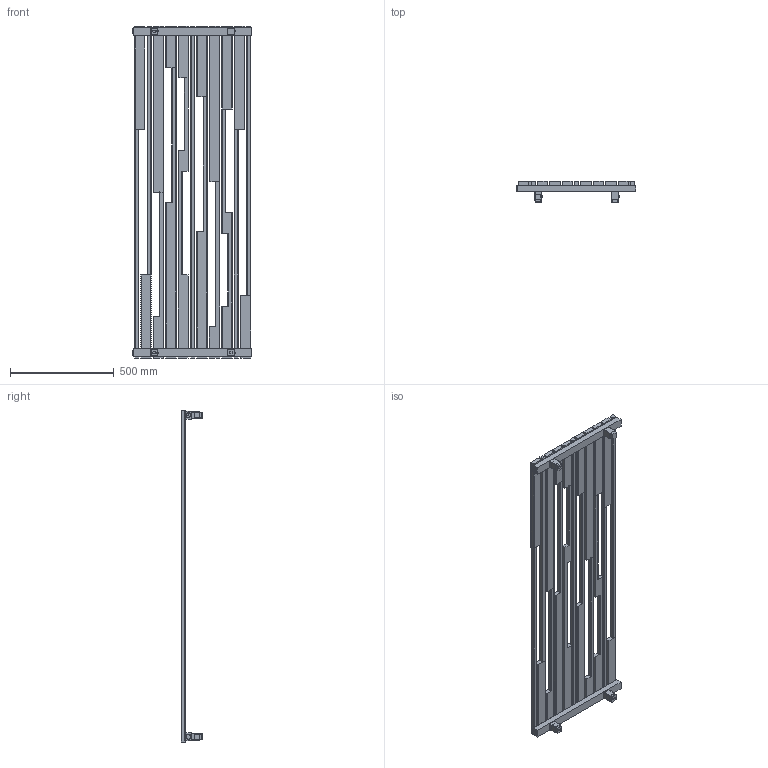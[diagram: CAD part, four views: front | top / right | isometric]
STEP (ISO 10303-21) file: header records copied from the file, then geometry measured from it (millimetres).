
FILE_DESCRIPTION((''),'2;1');
FILE_NAME('1600_570_OR','2021-10-26T18:13:51',('PC132'),(''),'CREO PARAMETRIC BY PTC INC, 2019080','CREO PARAMETRIC BY PTC INC, 2019080','');
FILE_SCHEMA(('AUTOMOTIVE_DESIGN { 1 0 10303 214 1 1 1 1 }'));
Length unit declared in the file: millimetre
Products named in the file (1): 1600_570_OR
Bounding box: 576.6 x 105.2 x 1600 mm (x, y, z)
Volume: 12660479.1 mm3; surface area: 1981194.4 mm2
Topology: 2 solids, 2 shells, 508 faces, 1383 edges, 897 vertices
Faces by surface type: plane 302, cylinder 190, cone 16
Entity records: 26794 total; most frequent: CARTESIAN_POINT 4407, DIRECTION 2834, ORIENTED_EDGE 2766, PRESENTATION_STYLE_ASSIGNMENT 1768, STYLED_ITEM 1387, CURVE_STYLE 1385, EDGE_CURVE 1383, AXIS2_PLACEMENT_3D 961
